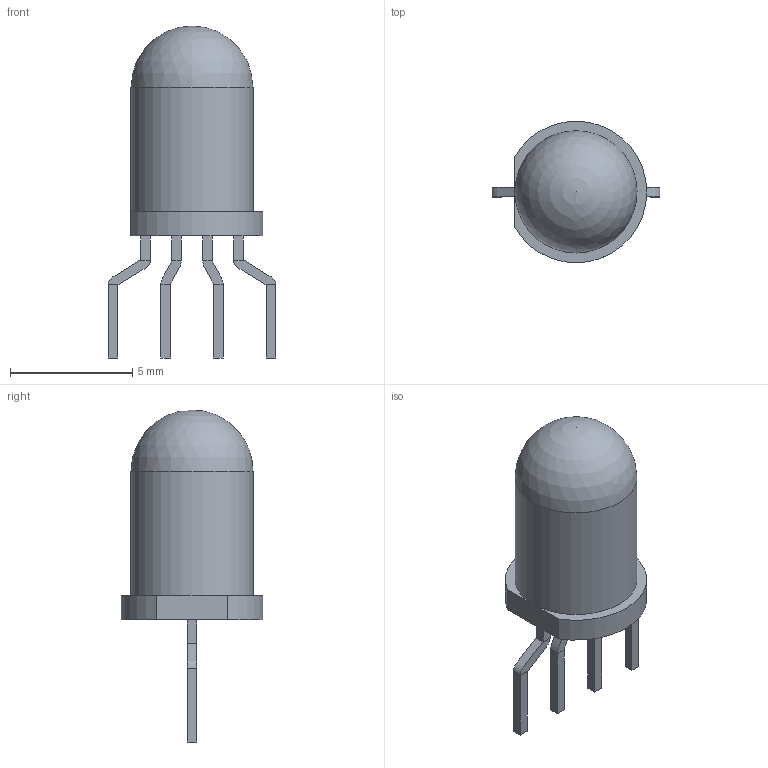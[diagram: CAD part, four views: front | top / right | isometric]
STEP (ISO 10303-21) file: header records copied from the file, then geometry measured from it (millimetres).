
FILE_DESCRIPTION(('FreeCAD Model'),'2;1');
FILE_NAME('LED_D5.0mm-4_RGB_Wide_Pins.step','2020-03-17T23:57:15',( 'kicad StepUp'),('ksu MCAD'),'Open CASCADE STEP processor 7.3', 'FreeCAD','Unknown');
FILE_SCHEMA(('AUTOMOTIVE_DESIGN { 1 0 10303 214 1 1 1 1 }'));
Length unit declared in the file: millimetre
Products named in the file (1): LED_D5.0mm-4_RGB_Wide_Pins
Bounding box: 6.88 x 5.8 x 13.6 mm (x, y, z)
Volume: 161.9 mm3; surface area: 203.8 mm2
Topology: 1 solids, 1 shells, 58 faces, 126 edges, 73 vertices
Faces by surface type: plane 47, bspline 8, cylinder 2, sphere 1
Full cylindrical faces by diameter (mm): 5 x1
Entity records: 3241 total; most frequent: CARTESIAN_POINT 1657, ORIENTED_EDGE 250, DIRECTION 202, EDGE_CURVE 125, LINE 86, VECTOR 86, VERTEX_POINT 73, FACE_BOUND 63
